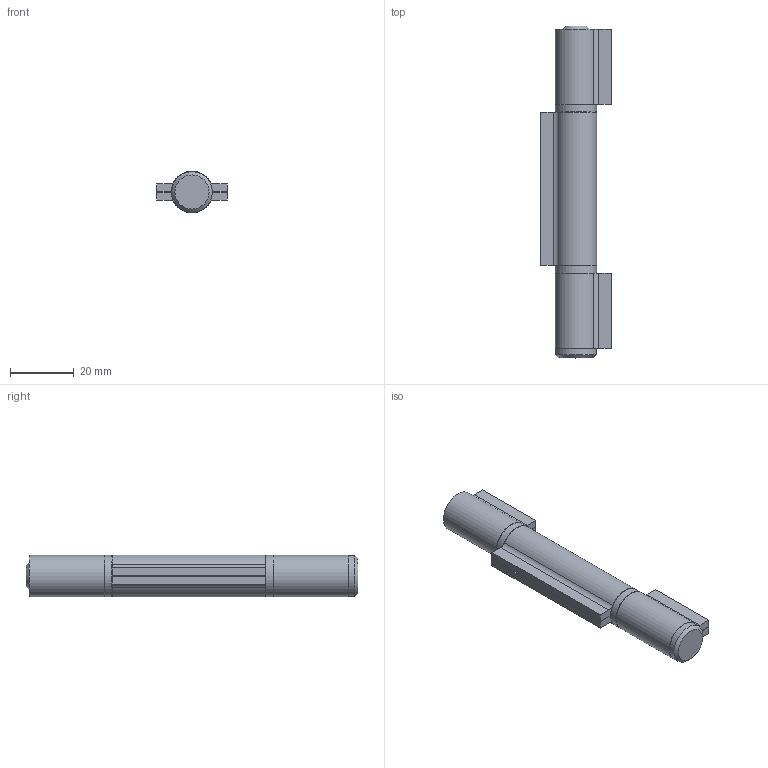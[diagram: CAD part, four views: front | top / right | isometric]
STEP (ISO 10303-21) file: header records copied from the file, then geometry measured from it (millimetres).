
FILE_DESCRIPTION (( 'STEP AP203' ), '1' );
FILE_NAME ('410-10.step', '2021-09-03T08:16:26', ( '' ), ( '' ), 'SwSTEP 2.0', 'SolidWorks 2018', '' );
FILE_SCHEMA (( 'CONFIG_CONTROL_DESIGN' ));
Length unit declared in the file: millimetre
Products named in the file (11): 410-xx Teil2; 410-xx Teil1; 410-10; 410-xx Teil1_410-10 Teil1; 410-xx Teil4_410-10 Teil4; 410-xx Teil4; 410-xx Teil3; 410-xx Teil2_410-10 Teil2; 410-xx Teil3_410-10 Teil3
Assembly tree (6 placements, depth 2):
  410-xx Teil2
  410-xx Teil1
  410-xx Teil2
  410-10
    410-xx Teil1_410-10 Teil1
    410-xx Teil2_410-10 Teil2  x2
    410-xx Teil4_410-10 Teil4  x2
    410-xx Teil3_410-10 Teil3
  410-xx Teil4
Bounding box: 22 x 104 x 13 mm (x, y, z)
Volume: 16352.9 mm3; surface area: 12610.7 mm2
Topology: 6 solids, 6 shells, 272 faces, 705 edges, 467 vertices
Faces by surface type: plane 134, bspline 83, cylinder 45, torus 8, cone 2
Full cylindrical faces by diameter (mm): 8.6 x1, 9 x2, 12.7 x1, 13 x2
Entity records: 11774 total; most frequent: CARTESIAN_POINT 5092, ORIENTED_EDGE 1288, DIRECTION 954, EDGE_CURVE 644, VERTEX_POINT 434, LINE 336, VECTOR 336, AXIS2_PLACEMENT_3D 309
